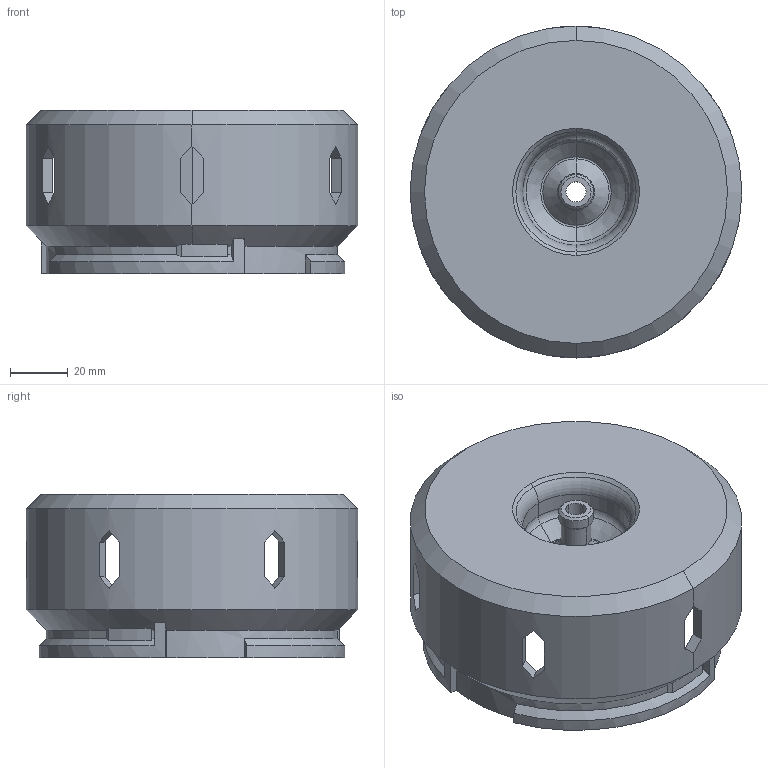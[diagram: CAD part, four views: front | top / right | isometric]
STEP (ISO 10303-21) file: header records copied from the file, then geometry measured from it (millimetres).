
FILE_DESCRIPTION (( 'STEP AP203' ), '1' );
FILE_NAME ('Dispenser_Module_External_01.STEP', '2020-11-29T12:39:20', ( '' ), ( '' ), '', '', '' );
FILE_SCHEMA (( 'CONFIG_CONTROL_DESIGN' ));
Length unit declared in the file: millimetre
Products named in the file (1): Dispenser_Module_External_01
Bounding box: 115 x 115 x 56.5 mm (x, y, z)
Volume: 136213.5 mm3; surface area: 66652.7 mm2
Topology: 1 solids, 1 shells, 135 faces, 343 edges, 209 vertices
Faces by surface type: plane 59, cylinder 32, cone 24, torus 20
Entity records: 4137 total; most frequent: CARTESIAN_POINT 850, ORIENTED_EDGE 686, DIRECTION 682, EDGE_CURVE 343, AXIS2_PLACEMENT_3D 257, VERTEX_POINT 209, LINE 168, VECTOR 168
